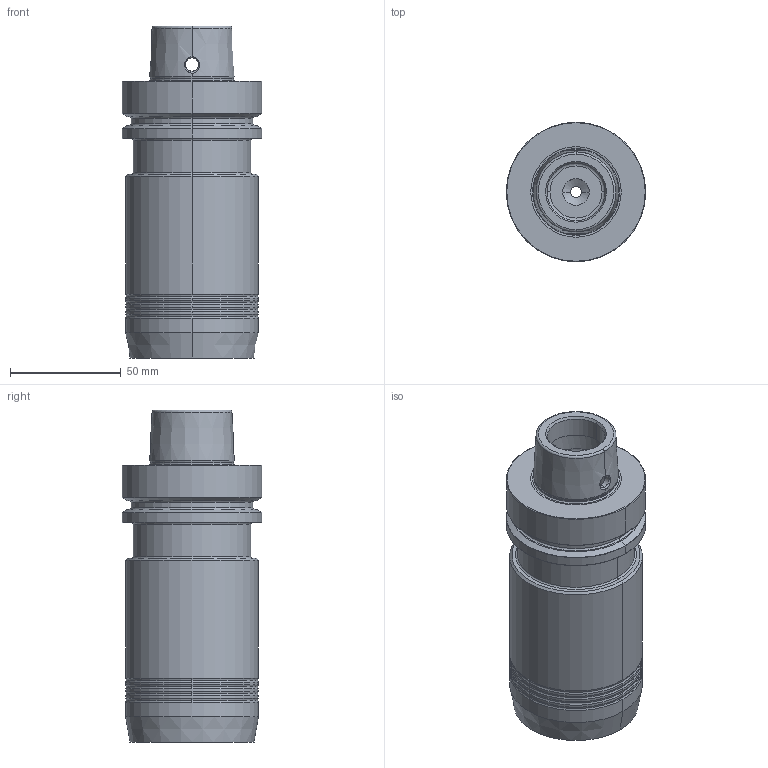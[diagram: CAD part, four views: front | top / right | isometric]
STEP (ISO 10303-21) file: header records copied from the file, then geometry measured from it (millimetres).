
FILE_DESCRIPTION (( 'STEP AP214' ), '1' );
FILE_NAME ('77.F63.032 x=125_step.STEP', '2024-02-01T10:21:33', ( '' ), ( '' ), 'SwSTEP 2.0', 'SolidWorks 2019', '' );
FILE_SCHEMA (( 'AUTOMOTIVE_DESIGN' ));
Length unit declared in the file: millimetre
Products named in the file (1): 77.F63.032 x=125_step
Bounding box: 62.94 x 62.94 x 149.9 mm (x, y, z)
Volume: 294320.7 mm3; surface area: 45230.6 mm2
Topology: 1 solids, 1 shells, 130 faces, 289 edges, 166 vertices
Faces by surface type: torus 48, cylinder 41, cone 28, plane 13
Entity records: 4154 total; most frequent: CARTESIAN_POINT 897, DIRECTION 739, ORIENTED_EDGE 578, AXIS2_PLACEMENT_3D 332, EDGE_CURVE 289, CIRCLE 201, VERTEX_POINT 166, EDGE_LOOP 141
